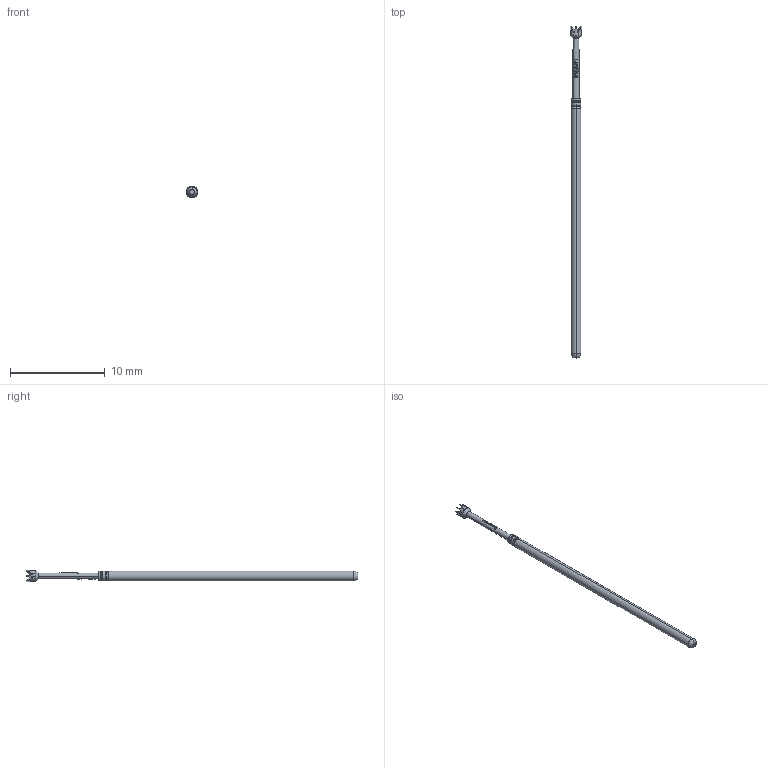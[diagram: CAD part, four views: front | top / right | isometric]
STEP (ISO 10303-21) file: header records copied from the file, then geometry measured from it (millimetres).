
FILE_DESCRIPTION (( 'STEP AP203' ), '1' );
FILE_NAME ('INGUN_GKS-075_288_120_A_xx00_LH.STEP', '2021-09-27T09:04:00', ( 'ochi' ), ( '' ), 'SwSTEP 2.0', 'SolidWorks 2018', '' );
FILE_SCHEMA (( 'CONFIG_CONTROL_DESIGN' ));
Length unit declared in the file: millimetre
Products named in the file (1): INGUN_GKS-075_288_120_A_xx00_LH
Bounding box: 1.2 x 35.1 x 1.2 mm (x, y, z)
Volume: 25 mm3; surface area: 109.8 mm2
Topology: 1 solids, 1 shells, 100 faces, 238 edges, 147 vertices
Faces by surface type: bspline 52, plane 18, torus 10, cylinder 10, cone 10
Entity records: 3859 total; most frequent: CARTESIAN_POINT 1966, ORIENTED_EDGE 476, EDGE_CURVE 238, DIRECTION 200, B_SPLINE_CURVE_WITH_KNOTS 156, VERTEX_POINT 147, EDGE_LOOP 107, ADVANCED_FACE 100
